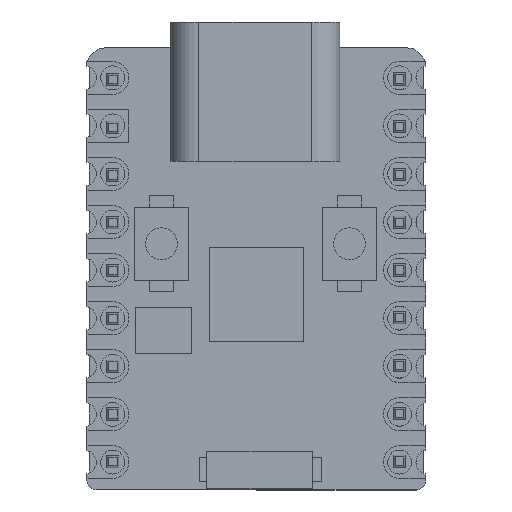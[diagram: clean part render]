
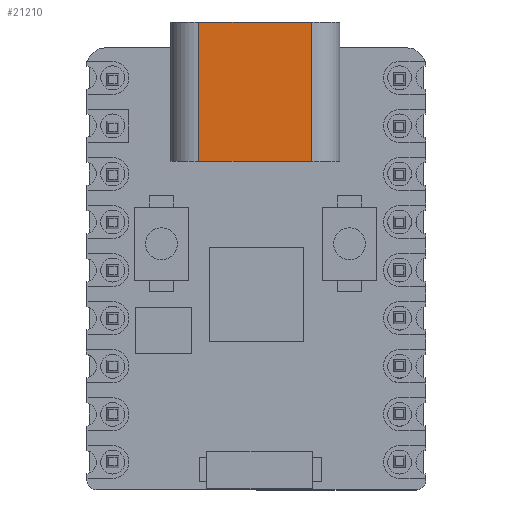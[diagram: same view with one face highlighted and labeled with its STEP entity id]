
A CAD part, top view. The second image highlights one B-rep face of the part: STEP entity #21210.
In plain terms, the highlighted face is planar.
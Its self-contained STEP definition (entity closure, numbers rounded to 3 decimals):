
#475=PLANE('',#22862);
#1550=FACE_OUTER_BOUND('',#2804,.T.);
#2804=EDGE_LOOP('',(#15228,#15229,#15230,#15231));
#4168=LINE('',#30699,#6854);
#4173=LINE('',#30715,#6859);
#4174=LINE('',#30719,#6860);
#4175=LINE('',#30720,#6861);
#6854=VECTOR('',#24753,10.);
#6859=VECTOR('',#24770,10.);
#6860=VECTOR('',#24775,10.);
#6861=VECTOR('',#24776,10.);
#9933=VERTEX_POINT('',#30696);
#9934=VERTEX_POINT('',#30698);
#9939=VERTEX_POINT('',#30714);
#9940=VERTEX_POINT('',#30718);
#11971=EDGE_CURVE('',#9934,#9933,#4168,.T.);
#11979=EDGE_CURVE('',#9934,#9939,#4173,.T.);
#11981=EDGE_CURVE('',#9940,#9933,#4174,.T.);
#11982=EDGE_CURVE('',#9940,#9939,#4175,.T.);
#15228=ORIENTED_EDGE('',*,*,#11979,.F.);
#15229=ORIENTED_EDGE('',*,*,#11971,.T.);
#15230=ORIENTED_EDGE('',*,*,#11981,.F.);
#15231=ORIENTED_EDGE('',*,*,#11982,.T.);
#21210=ADVANCED_FACE('',(#1550),#475,.T.);
#22862=AXIS2_PLACEMENT_3D('',#30717,#24773,#24774);
#24753=DIRECTION('',(-1.,0.,0.));
#24770=DIRECTION('',(0.,0.,1.));
#24773=DIRECTION('center_axis',(0.,1.,0.));
#24774=DIRECTION('ref_axis',(0.,0.,-1.));
#24775=DIRECTION('',(0.,0.,-1.));
#24776=DIRECTION('',(1.,0.,0.));
#30696=CARTESIAN_POINT('',(-22.931,7.3,11.724));
#30698=CARTESIAN_POINT('',(-16.931,7.3,11.724));
#30699=CARTESIAN_POINT('',(-19.931,7.3,11.724));
#30714=CARTESIAN_POINT('',(-16.931,7.3,19.124));
#30715=CARTESIAN_POINT('',(-16.931,7.3,15.424));
#30717=CARTESIAN_POINT('Origin',(-19.931,7.3,15.424));
#30718=CARTESIAN_POINT('',(-22.931,7.3,19.124));
#30719=CARTESIAN_POINT('',(-22.931,7.3,15.424));
#30720=CARTESIAN_POINT('',(-19.931,7.3,19.124));
